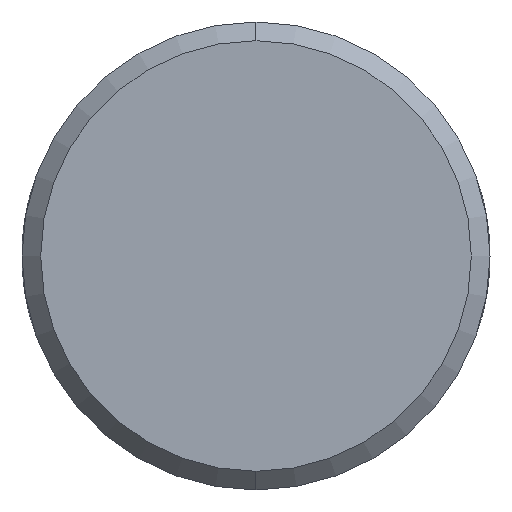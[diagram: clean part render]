
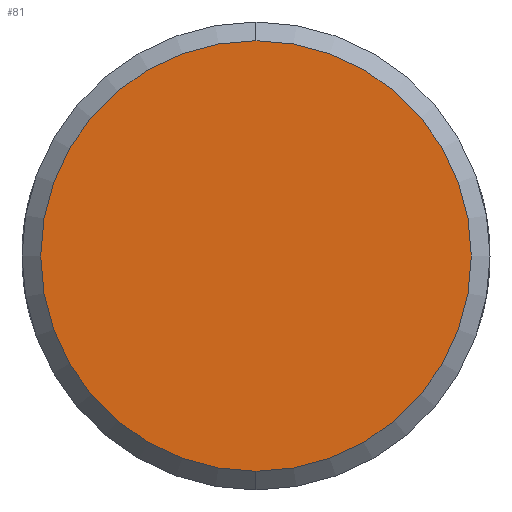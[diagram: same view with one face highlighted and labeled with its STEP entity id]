
A CAD part, left-side view. The second image highlights one B-rep face of the part: STEP entity #81.
In plain terms, the highlighted planar face has unit normal (-1, 0, 0).
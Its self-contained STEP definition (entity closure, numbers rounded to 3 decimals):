
#33 = DIRECTION ( 'NONE',  ( 0., 0., -1. ) ) ;
#47 = EDGE_CURVE ( 'NONE', #195, #332, #822, .T. ) ;
#54 = PLANE ( 'NONE',  #558 ) ;
#66 = AXIS2_PLACEMENT_3D ( 'NONE', #232, #537, #291 ) ;
#81 = ADVANCED_FACE ( 'NONE', ( #629 ), #54, .F. ) ;
#87 = DIRECTION ( 'NONE',  ( 0., 0., -1. ) ) ;
#99 = CARTESIAN_POINT ( 'NONE',  ( 0., 0., 0. ) ) ;
#124 = EDGE_LOOP ( 'NONE', ( #144, #274 ) ) ;
#144 = ORIENTED_EDGE ( 'NONE', *, *, #411, .T. ) ;
#159 = DIRECTION ( 'NONE',  ( -1., 0., 0. ) ) ;
#195 = VERTEX_POINT ( 'NONE', #781 ) ;
#205 = CIRCLE ( 'NONE', #66, 11.5 ) ;
#232 = CARTESIAN_POINT ( 'NONE',  ( 0., 0., 0. ) ) ;
#274 = ORIENTED_EDGE ( 'NONE', *, *, #47, .T. ) ;
#291 = DIRECTION ( 'NONE',  ( 0., 0., -1. ) ) ;
#301 = DIRECTION ( 'NONE',  ( 1., 0., 0. ) ) ;
#332 = VERTEX_POINT ( 'NONE', #691 ) ;
#411 = EDGE_CURVE ( 'NONE', #332, #195, #205, .T. ) ;
#537 = DIRECTION ( 'NONE',  ( -1., 0., 0. ) ) ;
#540 = CARTESIAN_POINT ( 'NONE',  ( 0., 0., 0. ) ) ;
#558 = AXIS2_PLACEMENT_3D ( 'NONE', #99, #301, #33 ) ;
#629 = FACE_OUTER_BOUND ( 'NONE', #124, .T. ) ;
#691 = CARTESIAN_POINT ( 'NONE',  ( 0., 0., -11.5 ) ) ;
#781 = CARTESIAN_POINT ( 'NONE',  ( 0., 0., 11.5 ) ) ;
#822 = CIRCLE ( 'NONE', #857, 11.5 ) ;
#857 = AXIS2_PLACEMENT_3D ( 'NONE', #540, #159, #87 ) ;
